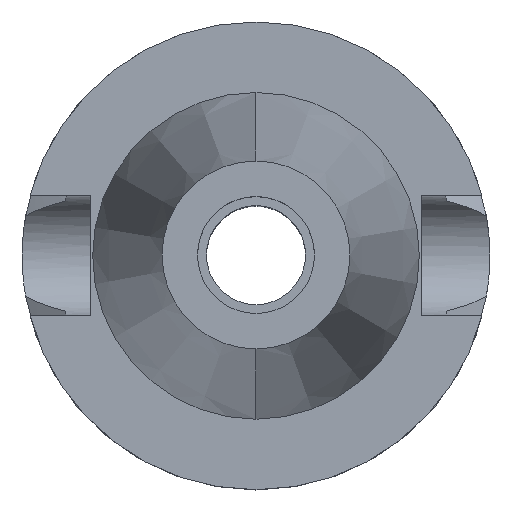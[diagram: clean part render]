
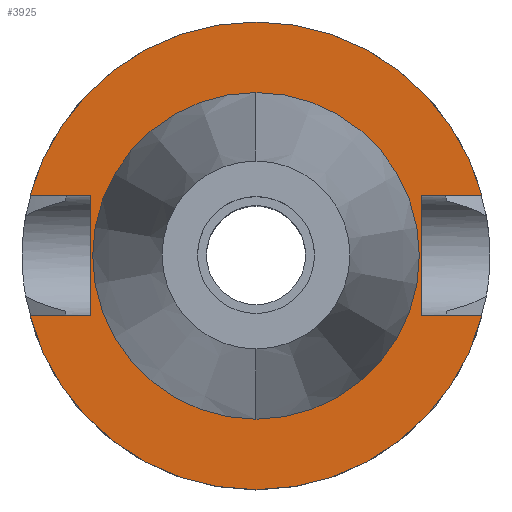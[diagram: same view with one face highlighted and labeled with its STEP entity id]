
A CAD part, top view. The second image highlights one B-rep face of the part: STEP entity #3925.
In plain terms, the highlighted planar face has unit normal (0, 0, 1).
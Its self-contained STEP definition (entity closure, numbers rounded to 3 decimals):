
#1650=DIRECTION('',(1.,0.,0.));
#1651=VECTOR('',#1650,12.921);
#1652=CARTESIAN_POINT('',(35.4,12.85,-1.5));
#1653=LINE('',#1652,#1651);
#1697=DIRECTION('',(0.,1.,0.));
#1698=VECTOR('',#1697,25.7);
#1699=CARTESIAN_POINT('',(-35.4,-12.85,-1.5));
#1700=LINE('',#1699,#1698);
#1704=DIRECTION('',(-1.,0.,0.));
#1705=VECTOR('',#1704,12.921);
#1706=CARTESIAN_POINT('',(-35.4,12.85,-1.5));
#1707=LINE('',#1706,#1705);
#1711=CARTESIAN_POINT('',(0.,0.,-1.5));
#1712=DIRECTION('',(0.,0.,-1.));
#1713=DIRECTION('',(-0.966,0.257,0.));
#1714=AXIS2_PLACEMENT_3D('',#1711,#1712,#1713);
#1719=CARTESIAN_POINT('',(0.,0.,-1.5));
#1720=DIRECTION('',(0.,0.,-1.));
#1721=DIRECTION('',(0.,1.,0.));
#1722=AXIS2_PLACEMENT_3D('',#1719,#1720,#1721);
#1727=DIRECTION('',(0.,-1.,0.));
#1728=VECTOR('',#1727,25.7);
#1729=CARTESIAN_POINT('',(35.4,12.85,-1.5));
#1730=LINE('',#1729,#1728);
#1734=DIRECTION('',(1.,0.,0.));
#1735=VECTOR('',#1734,12.921);
#1736=CARTESIAN_POINT('',(35.4,-12.85,-1.5));
#1737=LINE('',#1736,#1735);
#1741=CARTESIAN_POINT('',(0.,0.,-1.5));
#1742=DIRECTION('',(0.,0.,-1.));
#1743=DIRECTION('',(0.966,-0.257,0.));
#1744=AXIS2_PLACEMENT_3D('',#1741,#1742,#1743);
#1749=CARTESIAN_POINT('',(0.,0.,-1.5));
#1750=DIRECTION('',(0.,0.,-1.));
#1751=DIRECTION('',(0.,-1.,0.));
#1752=AXIS2_PLACEMENT_3D('',#1749,#1750,#1751);
#1757=CARTESIAN_POINT('',(0.,0.,-1.5));
#1758=DIRECTION('',(0.,0.,1.));
#1759=DIRECTION('',(0.,-1.,0.));
#1760=AXIS2_PLACEMENT_3D('',#1757,#1758,#1759);
#1765=CARTESIAN_POINT('',(0.,0.,-1.5));
#1766=DIRECTION('',(0.,0.,1.));
#1767=DIRECTION('',(0.,1.,0.));
#1768=AXIS2_PLACEMENT_3D('',#1765,#1766,#1767);
#1803=DIRECTION('',(-1.,0.,0.));
#1804=VECTOR('',#1803,12.921);
#1805=CARTESIAN_POINT('',(-35.4,-12.85,-1.5));
#1806=LINE('',#1805,#1804);
#2725=CARTESIAN_POINT('',(-35.4,-12.85,-1.5));
#2726=VERTEX_POINT('',#2725);
#2727=CARTESIAN_POINT('',(-48.321,-12.85,-1.5));
#2728=VERTEX_POINT('',#2727);
#2731=CARTESIAN_POINT('',(-35.4,12.85,-1.5));
#2732=VERTEX_POINT('',#2731);
#2733=CARTESIAN_POINT('',(-48.321,12.85,-1.5));
#2734=VERTEX_POINT('',#2733);
#2735=CARTESIAN_POINT('',(0.,50.,-1.5));
#2736=CARTESIAN_POINT('',(48.321,12.85,-1.5));
#2737=VERTEX_POINT('',#2735);
#2738=VERTEX_POINT('',#2736);
#2739=CARTESIAN_POINT('',(35.4,12.85,-1.5));
#2740=VERTEX_POINT('',#2739);
#2741=CARTESIAN_POINT('',(35.4,-12.85,-1.5));
#2742=VERTEX_POINT('',#2741);
#2743=CARTESIAN_POINT('',(48.321,-12.85,-1.5));
#2744=VERTEX_POINT('',#2743);
#2745=CARTESIAN_POINT('',(0.,-50.,-1.5));
#2746=VERTEX_POINT('',#2745);
#2747=CARTESIAN_POINT('',(0.,-34.925,-1.5));
#2748=CARTESIAN_POINT('',(0.,34.925,-1.5));
#2749=VERTEX_POINT('',#2747);
#2750=VERTEX_POINT('',#2748);
#3894=CARTESIAN_POINT('',(0.,0.,-1.5));
#3895=DIRECTION('',(0.,0.,-1.));
#3896=DIRECTION('',(0.,-1.,0.));
#3897=AXIS2_PLACEMENT_3D('',#3894,#3895,#3896);
#3898=PLANE('',#3897);
#3900=ORIENTED_EDGE('',*,*,#3899,.T.);
#3902=ORIENTED_EDGE('',*,*,#3901,.T.);
#3904=ORIENTED_EDGE('',*,*,#3903,.T.);
#3906=ORIENTED_EDGE('',*,*,#3905,.T.);
#3907=ORIENTED_EDGE('',*,*,#3870,.F.);
#3908=ORIENTED_EDGE('',*,*,#3884,.T.);
#3910=ORIENTED_EDGE('',*,*,#3909,.T.);
#3912=ORIENTED_EDGE('',*,*,#3911,.T.);
#3914=ORIENTED_EDGE('',*,*,#3913,.T.);
#3916=ORIENTED_EDGE('',*,*,#3915,.F.);
#3917=EDGE_LOOP('',(#3900,#3902,#3904,#3906,#3907,#3908,#3910,#3912,#3914,
#3916));
#3918=FACE_OUTER_BOUND('',#3917,.F.);
#3920=ORIENTED_EDGE('',*,*,#3919,.T.);
#3922=ORIENTED_EDGE('',*,*,#3921,.T.);
#3923=EDGE_LOOP('',(#3920,#3922));
#3924=FACE_BOUND('',#3923,.F.);
#1715=CIRCLE('',#1714,50.);
#1723=CIRCLE('',#1722,50.);
#1745=CIRCLE('',#1744,50.);
#1753=CIRCLE('',#1752,50.);
#1761=CIRCLE('',#1760,34.925);
#1769=CIRCLE('',#1768,34.925);
#3870=EDGE_CURVE('',#2740,#2738,#1653,.T.);
#3884=EDGE_CURVE('',#2740,#2742,#1730,.T.);
#3899=EDGE_CURVE('',#2726,#2732,#1700,.T.);
#3901=EDGE_CURVE('',#2732,#2734,#1707,.T.);
#3903=EDGE_CURVE('',#2734,#2737,#1715,.T.);
#3905=EDGE_CURVE('',#2737,#2738,#1723,.T.);
#3909=EDGE_CURVE('',#2742,#2744,#1737,.T.);
#3911=EDGE_CURVE('',#2744,#2746,#1745,.T.);
#3913=EDGE_CURVE('',#2746,#2728,#1753,.T.);
#3915=EDGE_CURVE('',#2726,#2728,#1806,.T.);
#3919=EDGE_CURVE('',#2749,#2750,#1761,.T.);
#3921=EDGE_CURVE('',#2750,#2749,#1769,.T.);
#3925=ADVANCED_FACE('',(#3918,#3924),#3898,.F.);
